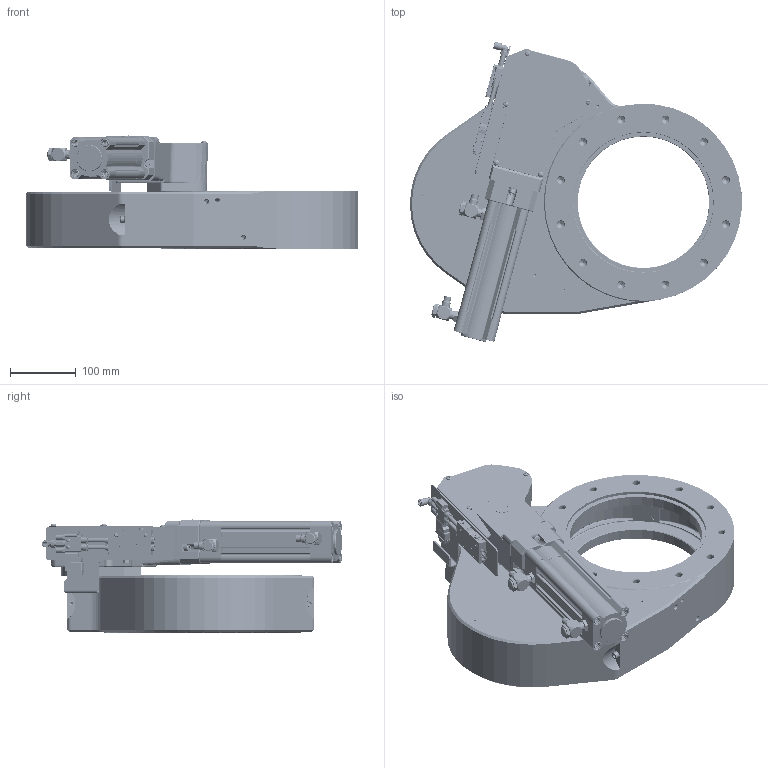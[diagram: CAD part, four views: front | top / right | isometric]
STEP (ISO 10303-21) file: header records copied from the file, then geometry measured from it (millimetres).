
FILE_DESCRIPTION (( 'STEP AP214' ), '1' );
FILE_NAME ('IPV-A11342 SHELLED.STEP', '2025-08-19T07:59:48', ( '' ), ( '' ), 'SwSTEP 2.0', 'SolidWorks 2023', '' );
FILE_SCHEMA (( 'AUTOMOTIVE_DESIGN' ));
Length unit declared in the file: inch
Products named in the file (1): IPV-A11342 SHELLED
Bounding box: 505 x 456.82 x 172.03 mm (x, y, z)
Volume: 6465943.9 mm3; surface area: 1166000.9 mm2
Topology: 116 solids, 116 shells, 6952 faces, 17662 edges, 11057 vertices
Faces by surface type: cylinder 2827, plane 1941, cone 1282, bspline 614, torus 258, sphere 30
Entity records: 292140 total; most frequent: CARTESIAN_POINT 135947, ORIENTED_EDGE 34776, DIRECTION 29534, EDGE_CURVE 17388, VERTEX_POINT 11053, AXIS2_PLACEMENT_3D 10938, LINE 7658, VECTOR 7658
